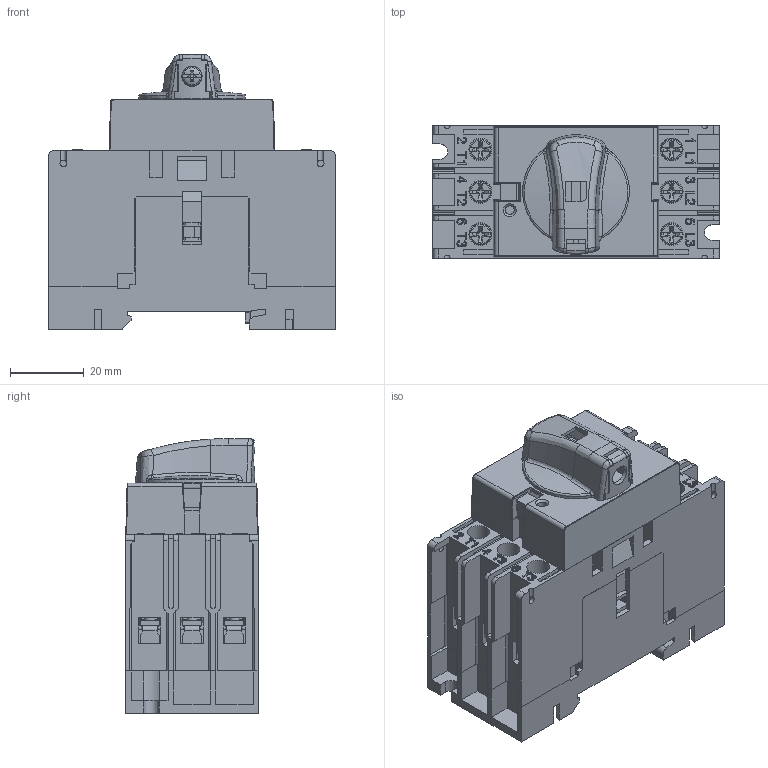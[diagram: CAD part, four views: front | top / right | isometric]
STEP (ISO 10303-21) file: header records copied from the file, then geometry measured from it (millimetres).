
FILE_DESCRIPTION(/* description */ (''),/* implementation_level */ '2;1');
FILE_NAME(/* name */ 'FILE_STP_CAD_DRAWING_GA016A-GA063SA_Catalog_prt.stp',/* time_stamp */ '2021-06-01T17:29:58+02:00',/* author */ (''),/* organization */ (''),/* preprocessor_version */ 'ST-DEVELOPER v16.7',/* originating_system */ 'SIEMENS PLM Software NX 12.0',/* authorisation */ '');
FILE_SCHEMA (('AUTOMOTIVE_DESIGN { 1 0 10303 214 3 1 1 1 }'));
Products named in the file (1): GA016A-GA063SA_Catalog
Bounding box: 78 x 36 x 74.7 mm (x, y, z)
Surface area: 40042.9 mm2 (no closed solid volume)
Topology: 0 solids, 64 shells, 1366 faces, 5216 edges, 3879 vertices
Faces by surface type: plane 938, cylinder 244, bspline 128, torus 31, cone 22, sphere 3
Full cylindrical faces by diameter (mm): 1.8 x4, 2 x1, 2.4 x1, 2.9 x6, 5.5 x1, 5.6 x1, 5.8 x1, 6.2 x6
Entity records: 58113 total; most frequent: CARTESIAN_POINT 15565, ORIENTED_EDGE 8436, DIRECTION 7838, EDGE_CURVE 5155, VERTEX_POINT 3858, LINE 3824, VECTOR 3824, AXIS2_PLACEMENT_3D 2007
